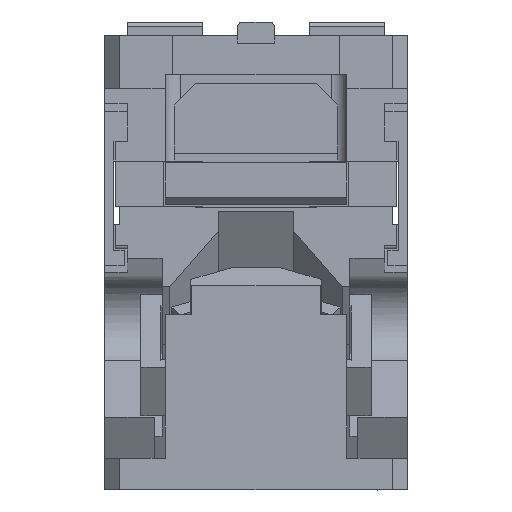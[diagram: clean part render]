
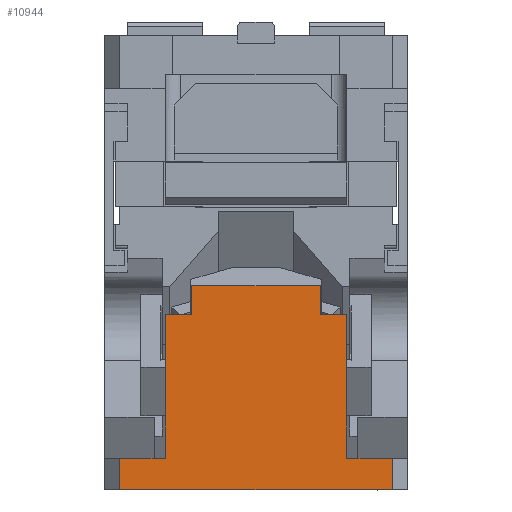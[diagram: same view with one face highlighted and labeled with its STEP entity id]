
A CAD part, left-side view. The second image highlights one B-rep face of the part: STEP entity #10944.
In plain terms, the highlighted planar face has unit normal (-1, 0, 0).
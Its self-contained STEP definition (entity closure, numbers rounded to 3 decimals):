
#8824=CARTESIAN_POINT('Vertex',(0.,90.,0.)) ;
#8910=CARTESIAN_POINT('Vertex',(0.,-90.,0.)) ;
#8913=CARTESIAN_POINT('Line Origine',(0.,0.,0.)) ;
#9530=CARTESIAN_POINT('Vertex',(0.,-90.,21.)) ;
#9533=CARTESIAN_POINT('Line Origine',(0.,-90.,10.5)) ;
#10067=CARTESIAN_POINT('Vertex',(0.,60.,116.)) ;
#10070=CARTESIAN_POINT('Line Origine',(0.,51.25,116.)) ;
#10074=CARTESIAN_POINT('Vertex',(0.,42.5,116.)) ;
#10164=CARTESIAN_POINT('Vertex',(0.,-42.5,116.)) ;
#10167=CARTESIAN_POINT('Line Origine',(0.,-51.25,116.)) ;
#10171=CARTESIAN_POINT('Vertex',(0.,-60.,116.)) ;
#10204=CARTESIAN_POINT('Vertex',(0.,42.5,135.)) ;
#10207=CARTESIAN_POINT('Line Origine',(0.,0.,135.)) ;
#10211=CARTESIAN_POINT('Vertex',(0.,-42.5,135.)) ;
#10872=CARTESIAN_POINT('Line Origine',(0.,90.,10.5)) ;
#10876=CARTESIAN_POINT('Vertex',(0.,90.,21.)) ;
#10891=CARTESIAN_POINT('Axis2P3D Location',(0.,0.,21.)) ;
#10896=CARTESIAN_POINT('Line Origine',(0.,-75.,21.)) ;
#10900=CARTESIAN_POINT('Vertex',(0.,-60.,21.)) ;
#10903=CARTESIAN_POINT('Line Origine',(0.,-60.,68.5)) ;
#10908=CARTESIAN_POINT('Line Origine',(0.,-42.5,125.5)) ;
#10913=CARTESIAN_POINT('Line Origine',(0.,42.5,125.5)) ;
#10918=CARTESIAN_POINT('Line Origine',(0.,60.,68.5)) ;
#10922=CARTESIAN_POINT('Vertex',(0.,60.,21.)) ;
#10925=CARTESIAN_POINT('Line Origine',(0.,75.,21.)) ;
#8914=DIRECTION('Vector Direction',(0.,1.,0.)) ;
#9534=DIRECTION('Vector Direction',(0.,0.,1.)) ;
#10071=DIRECTION('Vector Direction',(0.,1.,0.)) ;
#10168=DIRECTION('Vector Direction',(0.,1.,0.)) ;
#10208=DIRECTION('Vector Direction',(0.,-1.,0.)) ;
#10873=DIRECTION('Vector Direction',(0.,0.,1.)) ;
#10892=DIRECTION('Axis2P3D Direction',(-1.,0.,0.)) ;
#10893=DIRECTION('Axis2P3D XDirection',(0.,0.,-1.)) ;
#10897=DIRECTION('Vector Direction',(0.,-1.,0.)) ;
#10904=DIRECTION('Vector Direction',(0.,0.,1.)) ;
#10909=DIRECTION('Vector Direction',(0.,0.,-1.)) ;
#10914=DIRECTION('Vector Direction',(0.,0.,-1.)) ;
#10919=DIRECTION('Vector Direction',(0.,0.,1.)) ;
#10926=DIRECTION('Vector Direction',(0.,1.,0.)) ;
#10894=AXIS2_PLACEMENT_3D('Plane Axis2P3D',#10891,#10892,#10893) ;
#10931=ORIENTED_EDGE('',*,*,#8917,.F.) ;
#10932=ORIENTED_EDGE('',*,*,#9537,.T.) ;
#10933=ORIENTED_EDGE('',*,*,#10902,.F.) ;
#10934=ORIENTED_EDGE('',*,*,#10907,.T.) ;
#10935=ORIENTED_EDGE('',*,*,#10173,.T.) ;
#10936=ORIENTED_EDGE('',*,*,#10912,.F.) ;
#10937=ORIENTED_EDGE('',*,*,#10213,.F.) ;
#10938=ORIENTED_EDGE('',*,*,#10917,.T.) ;
#10939=ORIENTED_EDGE('',*,*,#10076,.T.) ;
#10940=ORIENTED_EDGE('',*,*,#10924,.F.) ;
#10941=ORIENTED_EDGE('',*,*,#10929,.T.) ;
#10942=ORIENTED_EDGE('',*,*,#10878,.F.) ;
#8915=VECTOR('Line Direction',#8914,1.) ;
#9535=VECTOR('Line Direction',#9534,1.) ;
#10072=VECTOR('Line Direction',#10071,1.) ;
#10169=VECTOR('Line Direction',#10168,1.) ;
#10209=VECTOR('Line Direction',#10208,1.) ;
#10874=VECTOR('Line Direction',#10873,1.) ;
#10898=VECTOR('Line Direction',#10897,1.) ;
#10905=VECTOR('Line Direction',#10904,1.) ;
#10910=VECTOR('Line Direction',#10909,1.) ;
#10915=VECTOR('Line Direction',#10914,1.) ;
#10920=VECTOR('Line Direction',#10919,1.) ;
#10927=VECTOR('Line Direction',#10926,1.) ;
#10944=ADVANCED_FACE('CAM DRIVER',(#10943),#10895,.T.) ;
#8917=EDGE_CURVE('',#8911,#8825,#8916,.T.) ;
#9537=EDGE_CURVE('',#8911,#9531,#9536,.T.) ;
#10076=EDGE_CURVE('',#10075,#10068,#10073,.T.) ;
#10173=EDGE_CURVE('',#10172,#10165,#10170,.T.) ;
#10213=EDGE_CURVE('',#10205,#10212,#10210,.T.) ;
#10878=EDGE_CURVE('',#8825,#10877,#10875,.T.) ;
#10902=EDGE_CURVE('',#10901,#9531,#10899,.T.) ;
#10907=EDGE_CURVE('',#10901,#10172,#10906,.T.) ;
#10912=EDGE_CURVE('',#10212,#10165,#10911,.T.) ;
#10917=EDGE_CURVE('',#10205,#10075,#10916,.T.) ;
#10924=EDGE_CURVE('',#10923,#10068,#10921,.T.) ;
#10929=EDGE_CURVE('',#10923,#10877,#10928,.T.) ;
#10930=EDGE_LOOP('',(#10931,#10932,#10933,#10934,#10935,#10936,#10937,#10938,#10939,#10940,#10941,#10942)) ;
#10943=FACE_OUTER_BOUND('',#10930,.T.) ;
#8916=LINE('Line',#8913,#8915) ;
#9536=LINE('Line',#9533,#9535) ;
#10073=LINE('Line',#10070,#10072) ;
#10170=LINE('Line',#10167,#10169) ;
#10210=LINE('Line',#10207,#10209) ;
#10875=LINE('Line',#10872,#10874) ;
#10899=LINE('Line',#10896,#10898) ;
#10906=LINE('Line',#10903,#10905) ;
#10911=LINE('Line',#10908,#10910) ;
#10916=LINE('Line',#10913,#10915) ;
#10921=LINE('Line',#10918,#10920) ;
#10928=LINE('Line',#10925,#10927) ;
#10895=PLANE('Plane',#10894) ;
#8825=VERTEX_POINT('',#8824) ;
#8911=VERTEX_POINT('',#8910) ;
#9531=VERTEX_POINT('',#9530) ;
#10068=VERTEX_POINT('',#10067) ;
#10075=VERTEX_POINT('',#10074) ;
#10165=VERTEX_POINT('',#10164) ;
#10172=VERTEX_POINT('',#10171) ;
#10205=VERTEX_POINT('',#10204) ;
#10212=VERTEX_POINT('',#10211) ;
#10877=VERTEX_POINT('',#10876) ;
#10901=VERTEX_POINT('',#10900) ;
#10923=VERTEX_POINT('',#10922) ;
